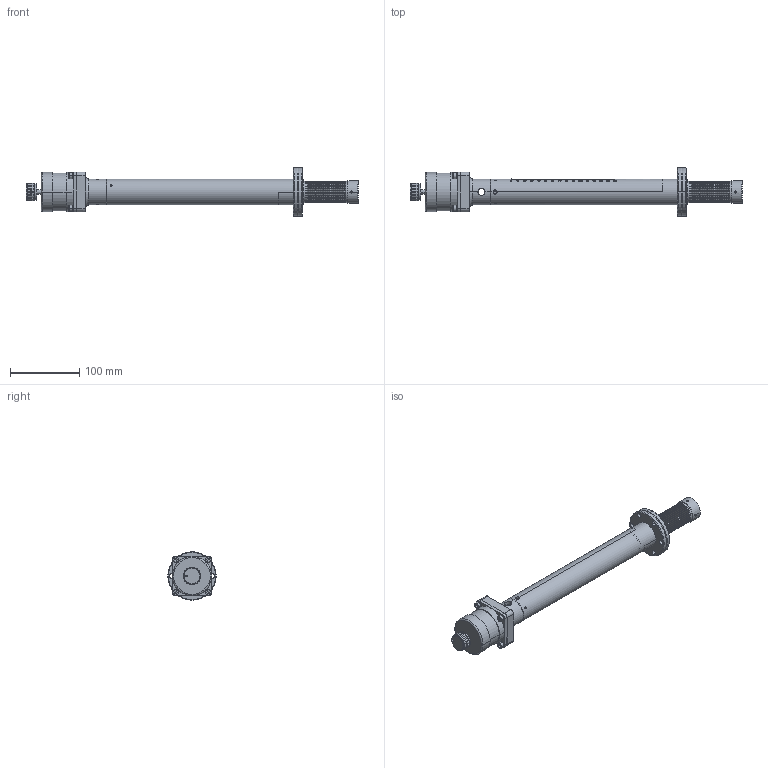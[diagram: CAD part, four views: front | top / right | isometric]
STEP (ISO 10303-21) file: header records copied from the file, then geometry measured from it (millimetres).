
FILE_DESCRIPTION((''),'2;1');
FILE_NAME('PRT0002','2017-05-18T',('gavin.marshall'),(''),'CREO PARAMETRIC BY PTC INC, 2015080','CREO PARAMETRIC BY PTC INC, 2015080','');
FILE_SCHEMA(('AUTOMOTIVE_DESIGN { 1 0 10303 214 1 1 1 1 }'));
Products named in the file (1): PRT0002
Bounding box: 480.2 x 69.9 x 69.9 mm (x, y, z)
Volume: 371650.9 mm3; surface area: 190706 mm2
Topology: 2 solids, 15 shells, 2997 faces, 7891 edges, 5014 vertices
Faces by surface type: plane 1114, bspline 779, cone 568, cylinder 477, torus 59
Entity records: 122531 total; most frequent: CARTESIAN_POINT 49486, ORIENTED_EDGE 15738, DIRECTION 12053, EDGE_CURVE 7869, VERTEX_POINT 5014, AXIS2_PLACEMENT_3D 4216, VECTOR 3621, LINE 3621
